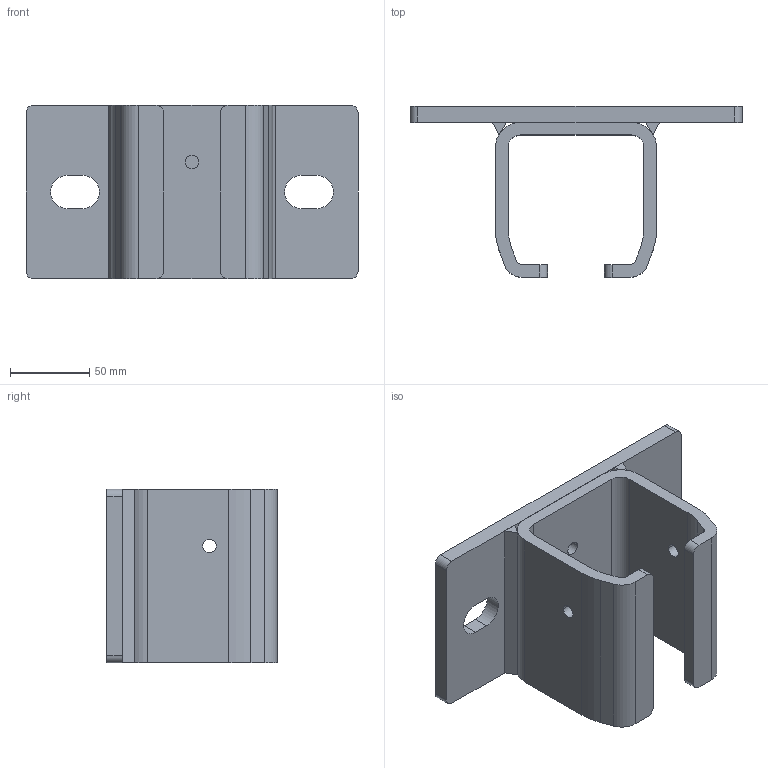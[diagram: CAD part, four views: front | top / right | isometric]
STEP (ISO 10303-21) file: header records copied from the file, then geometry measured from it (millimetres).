
FILE_DESCRIPTION (( 'STEP AP214' ), '1' );
FILE_NAME ('0041800.step', '2023-03-08T14:30:32', ( '' ), ( '' ), 'SwSTEP 2.0', 'SolidWorks 2020', '' );
FILE_SCHEMA (( 'AUTOMOTIVE_DESIGN' ));
Length unit declared in the file: millimetre
Products named in the file (1): 0041800
Bounding box: 210 x 108 x 110 mm (x, y, z)
Volume: 495273.2 mm3; surface area: 132230.2 mm2
Topology: 4 solids, 4 shells, 68 faces, 180 edges, 120 vertices
Faces by surface type: plane 38, cylinder 30
Entity records: 2953 total; most frequent: DIRECTION 378, CARTESIAN_POINT 369, ORIENTED_EDGE 360, EDGE_CURVE 180, AXIS2_PLACEMENT_3D 129, LINE 120, VERTEX_POINT 120, VECTOR 120
